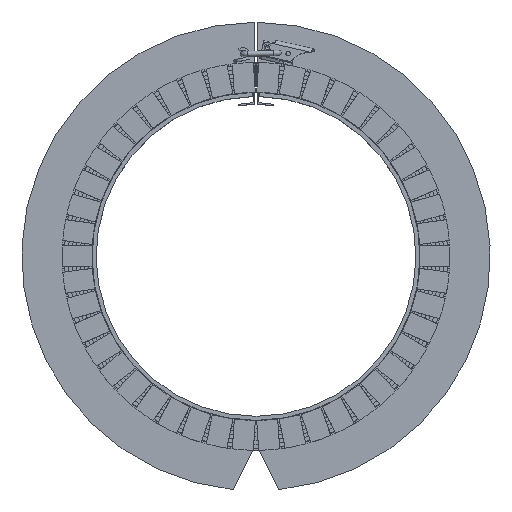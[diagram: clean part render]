
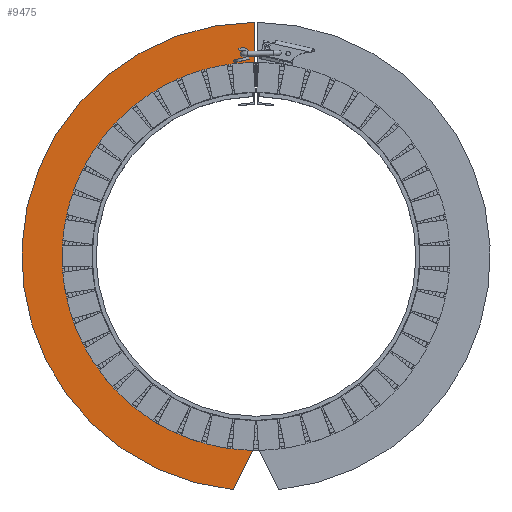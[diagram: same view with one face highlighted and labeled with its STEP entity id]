
A CAD part, top view. The second image highlights one B-rep face of the part: STEP entity #9475.
In plain terms, the highlighted planar face has unit normal (0, 0, 1).
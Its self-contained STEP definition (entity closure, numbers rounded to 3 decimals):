
#9339=CARTESIAN_POINT('',(-2.,-119.983,-26.95));
#9340=VERTEX_POINT('',#9339);
#9347=CARTESIAN_POINT('',(-14.129,-144.31,-26.95));
#9348=VERTEX_POINT('',#9347);
#9349=CARTESIAN_POINT('',(-14.129,-144.31,-26.95));
#9350=DIRECTION('',(0.446,0.895,0.0));
#9351=VECTOR('',#9350,27.183);
#9352=LINE('',#9349,#9351);
#9353=EDGE_CURVE('',#9348,#9340,#9352,.T.);
#9378=CARTESIAN_POINT('',(-1.,119.996,-26.95));
#9379=VERTEX_POINT('',#9378);
#9386=CARTESIAN_POINT('',(0.0,0.0,-26.95));
#9387=DIRECTION('',(0.0,0.0,-1.0));
#9388=DIRECTION('',(-0.017,-1.,0.0));
#9389=AXIS2_PLACEMENT_3D('',#9386,#9387,#9388);
#9390=CIRCLE('',#9389,120.);
#9391=EDGE_CURVE('',#9340,#9379,#9390,.T.);
#9410=CARTESIAN_POINT('',(-1.,144.997,-26.95));
#9411=VERTEX_POINT('',#9410);
#9418=CARTESIAN_POINT('',(-1.,119.996,-26.95));
#9419=DIRECTION('',(0.0,1.0,0.0));
#9420=VECTOR('',#9419,25.001);
#9421=LINE('',#9418,#9420);
#9422=EDGE_CURVE('',#9379,#9411,#9421,.T.);
#9441=CARTESIAN_POINT('',(0.0,0.0,-26.95));
#9442=DIRECTION('',(0.0,0.0,1.0));
#9443=DIRECTION('',(0.097,0.995,0.0));
#9444=AXIS2_PLACEMENT_3D('',#9441,#9442,#9443);
#9445=CIRCLE('',#9444,145.);
#9446=EDGE_CURVE('',#9411,#9348,#9445,.T.);
#9464=CARTESIAN_POINT('',(-74.326,1.8,-26.95));
#9465=DIRECTION('',(0.0,0.0,-1.0));
#9466=DIRECTION('',(-1.0,0.0,0.0));
#9467=AXIS2_PLACEMENT_3D('',#9464,#9465,#9466);
#9468=PLANE('',#9467);
#9469=ORIENTED_EDGE('',*,*,#9446,.T.);
#9470=ORIENTED_EDGE('',*,*,#9353,.T.);
#9471=ORIENTED_EDGE('',*,*,#9391,.T.);
#9472=ORIENTED_EDGE('',*,*,#9422,.T.);
#9473=EDGE_LOOP('',(#9469,#9470,#9471,#9472));
#9474=FACE_OUTER_BOUND('',#9473,.T.);
#9475=ADVANCED_FACE('',(#9474),#9468,.F.);
